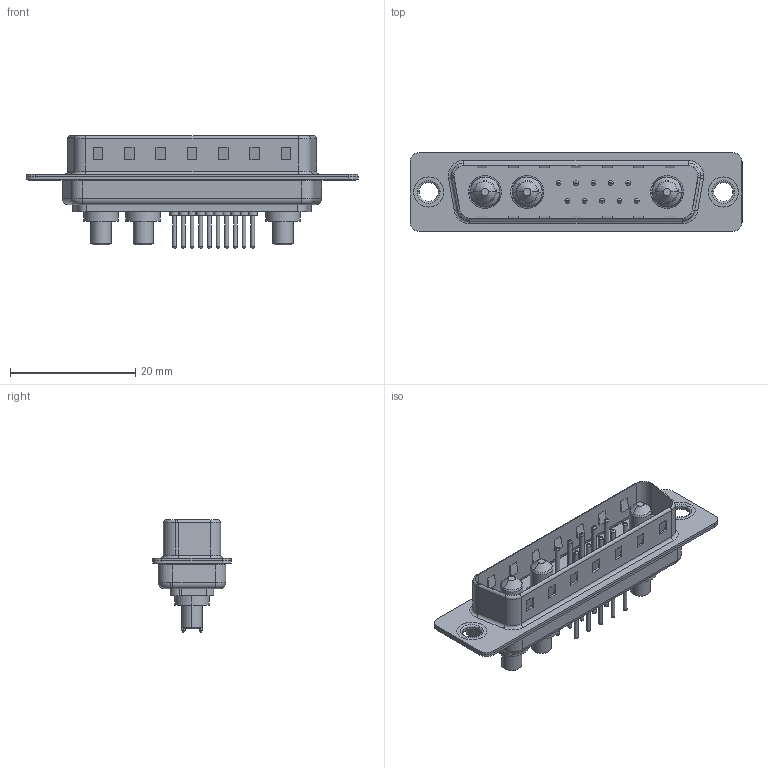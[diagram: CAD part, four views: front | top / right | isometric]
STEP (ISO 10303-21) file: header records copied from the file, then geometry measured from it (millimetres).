
FILE_DESCRIPTION (( 'STEP AP203' ), '1' );
FILE_NAME ('627-13W3624-3T1.STEP', '2019-05-27T12:05:45', ( '' ), ( '' ), 'SwSTEP 2.0', 'SolidWorks 2016', '' );
FILE_SCHEMA (( 'CONFIG_CONTROL_DESIGN' ));
Length unit declared in the file: millimetre
Products named in the file (8): 627Combo Contact Row 1_24; 627Combo Housing_13W3; 627Combo Contact Row 2_24; 627Combo Shell Rear_25 Contacts; 627-13W3624-3T1; 627Combo Shell Front_25 Contacts; 627Combo Thru Hole Rivet; Power Pin_30A S
Assembly tree (18 placements, depth 2):
  627-13W3624-3T1
    627Combo Housing_13W3
    627Combo Shell Rear_25 Contacts
    627Combo Shell Front_25 Contacts
    627Combo Thru Hole Rivet  x2
    Power Pin_30A S  x3
    627Combo Contact Row 1_24  x5
    627Combo Contact Row 2_24  x5
Bounding box: 53 x 12.6 x 17.9 mm (x, y, z)
Volume: 2868.4 mm3; surface area: 6617.4 mm2
Topology: 21 solids, 21 shells, 840 faces, 1870 edges, 1142 vertices
Faces by surface type: cylinder 318, plane 271, torus 224, cone 21, bspline 6
Entity records: 16425 total; most frequent: DIRECTION 2864, CARTESIAN_POINT 2657, ORIENTED_EDGE 2468, EDGE_CURVE 1234, AXIS2_PLACEMENT_3D 1112, VERTEX_POINT 774, LINE 640, VECTOR 640
